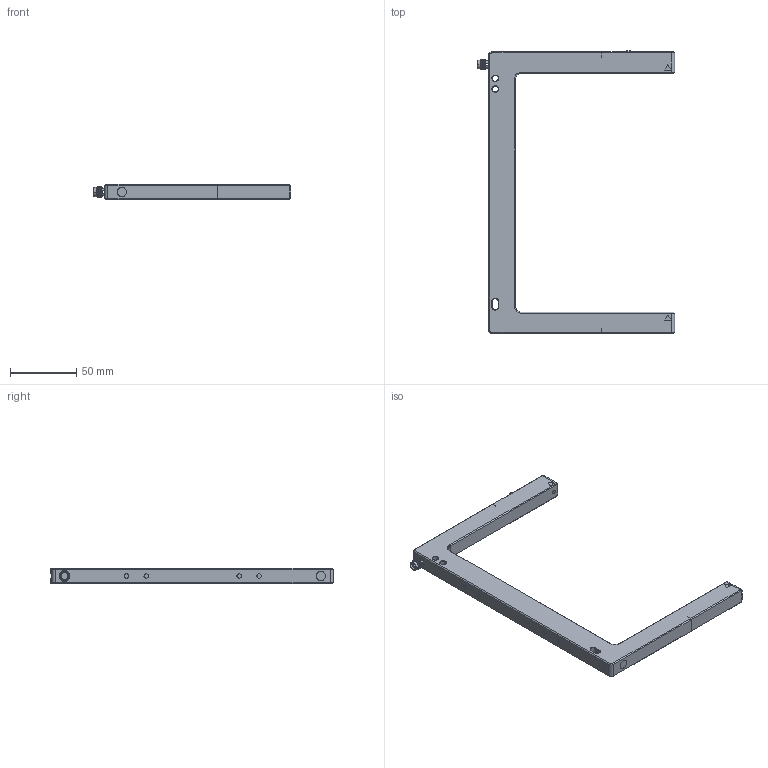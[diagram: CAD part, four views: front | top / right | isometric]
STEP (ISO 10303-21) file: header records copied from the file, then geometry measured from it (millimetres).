
FILE_DESCRIPTION((''),'2;1');
FILE_NAME('137659_SM01_ASM','2022-03-30T09:05:47',('PDMAdmin'),('BANNER ENGINEERING'),'CREO PARAMETRIC BY PTC INC, 2019292','CREO PARAMETRIC BY PTC INC, 2019292','');
FILE_SCHEMA(('CONFIG_CONTROL_DESIGN'));
Length unit declared in the file: millimetre
Products named in the file (2): 137659_EP01; 137659_SM01_ASM
Assembly tree (1 placements, depth 2):
  137659_SM01_ASM
    137659_EP01
Bounding box: 148.42 x 213 x 12 mm (x, y, z)
Volume: 95660.7 mm3; surface area: 28004.3 mm2
Topology: 1 solids, 1 shells, 285 faces, 685 edges, 432 vertices
Faces by surface type: plane 129, cylinder 108, cone 36, torus 6, bspline 6
Entity records: 13030 total; most frequent: CARTESIAN_POINT 6407, ORIENTED_EDGE 1370, DIRECTION 1305, EDGE_CURVE 685, AXIS2_PLACEMENT_3D 450, VERTEX_POINT 432, VECTOR 405, LINE 405
